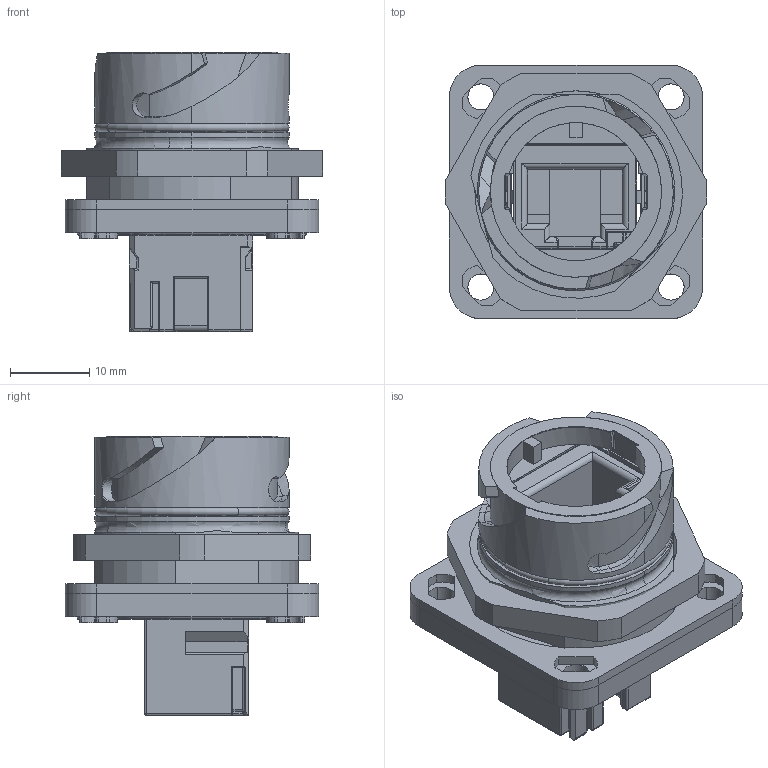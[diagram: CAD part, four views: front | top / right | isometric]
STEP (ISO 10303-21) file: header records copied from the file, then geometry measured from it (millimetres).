
FILE_DESCRIPTION(('CATIA V5 STEP Exchange','CAx-IF Rec.Pracs.--- Model Styling and Organization---1.4--- 2014-01-23'),'2;1');
FILE_NAME ('028578-4_2', '2020-11-09T15:22:47+00:00', ('none'), ('Weidmueller'), 'CATIA Version 5-6 Release 2016 SP3 HF44', 'CATIA V5 STEP AP214', 'none');
FILE_SCHEMA(('AUTOMOTIVE_DESIGN { 1 0 10303 214 1 1 1 1 }'));
Length unit declared in the file: millimetre
Products named in the file (1): 1963480000
Bounding box: 32.98 x 32 x 35.23 mm (x, y, z)
Volume: 11702.7 mm3; surface area: 11925.7 mm2
Topology: 7 solids, 7 shells, 797 faces, 2087 edges, 1304 vertices
Faces by surface type: plane 395, cylinder 266, cone 56, torus 30, bspline 28, sphere 18, extrusion 4
Entity records: 24870 total; most frequent: CARTESIAN_POINT 6687, ORIENTED_EDGE 4174, DIRECTION 2999, EDGE_CURVE 2087, VERTEX_POINT 1304, VECTOR 1248, LINE 1244, AXIS2_PLACEMENT_3D 1104
